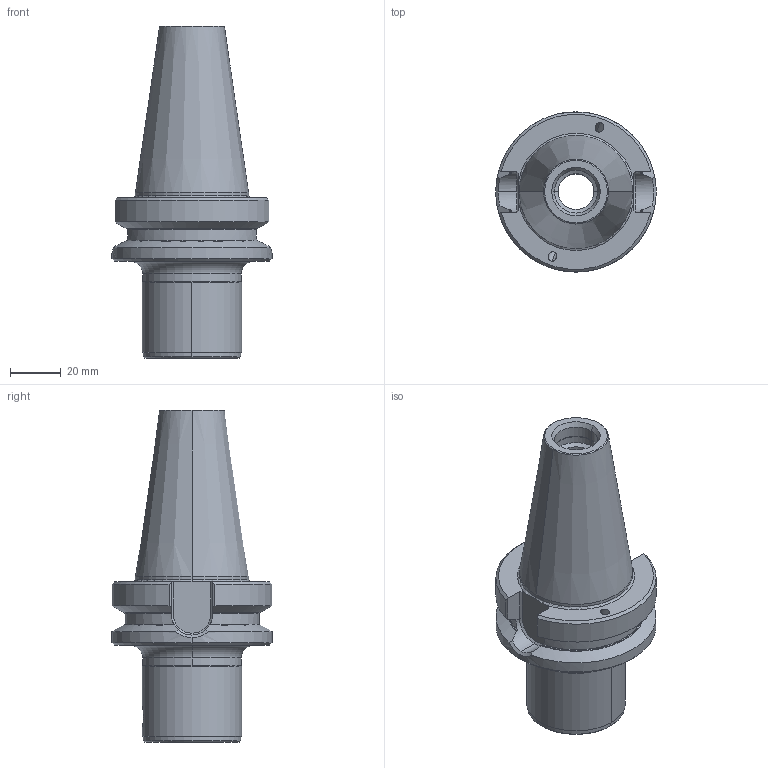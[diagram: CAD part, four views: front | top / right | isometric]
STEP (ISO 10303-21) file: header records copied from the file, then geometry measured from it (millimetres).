
FILE_DESCRIPTION(('no description'),'unknown implementation level');
FILE_NAME('E9FBD6E4-9960-472F-9AE9-EDF3E798FEFD_export.stp',' ',('CIMSOURCE GmbH'),('CADClick - KiM GmbH - www.kimweb.de'),'unknown preprocess','ACIS','unknown authorization');
FILE_SCHEMA(('automotive_design'));
Length unit declared in the file: millimetre
Products named in the file (2): 326.141 Kaiser SK40 BTBD X CKS4 X 80|326.141 Kaiser SK40 BTBD X CKS4 X 80_Standard;NONE; 326.141 Kaiser SK40 BTBD X CKS4 X 80|690.434 Kaiser ETL M8 X 11 CK4_Standard;NONE
Bounding box: 62.98 x 62.98 x 130.4 mm (x, y, z)
Volume: 149783.1 mm3; surface area: 30941.3 mm2
Topology: 2 solids, 2 shells, 202 faces, 493 edges, 297 vertices
Faces by surface type: cylinder 75, cone 56, plane 56, torus 10, bspline 5
Entity records: 12414 total; most frequent: CARTESIAN_POINT 2105, DIRECTION 1029, STYLED_ITEM 988, PRESENTATION_STYLE_ASSIGNMENT 988, COLOUR_RGB 988, ORIENTED_EDGE 974, EDGE_CURVE 487, CURVE_STYLE 487
